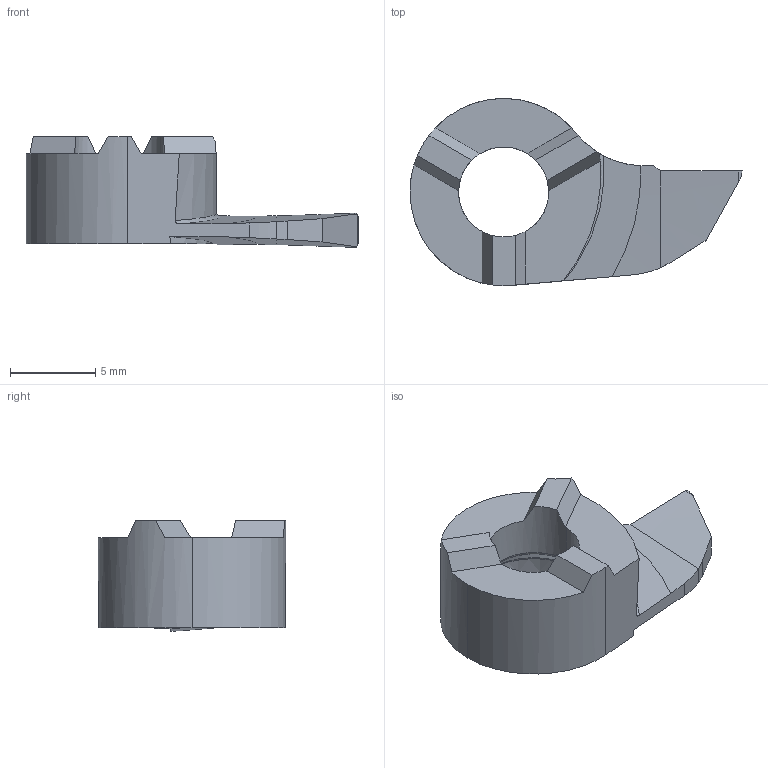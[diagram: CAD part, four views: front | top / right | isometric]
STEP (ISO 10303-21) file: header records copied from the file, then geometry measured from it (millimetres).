
FILE_DESCRIPTION(/* description */ (''),/* implementation_level */ '2;1');
FILE_NAME(/* name */ '1614146934881.stp',/* time_stamp */ '2021-02-24T11:39:07+05:00',/* author */ (''),/* organization */ ('SMS'),/* preprocessor_version */ 'ST-DEVELOPER v16.7',/* originating_system */ 'SIEMENS PLM Software NX 12.0',/* authorisation */ '');
FILE_SCHEMA (('AUTOMOTIVE_DESIGN { 1 0 10303 214 3 1 1 1 }'));
Length unit declared in the file: millimetre
Products named in the file (1): 203397987mod000_00
Bounding box: 19.5 x 11 x 6.5 mm (x, y, z)
Volume: 431.4 mm3; surface area: 579.8 mm2
Topology: 2 solids, 2 shells, 50 faces, 134 edges, 91 vertices
Faces by surface type: plane 25, bspline 10, cylinder 7, torus 4, cone 4
Entity records: 1909 total; most frequent: CARTESIAN_POINT 705, ORIENTED_EDGE 266, DIRECTION 211, EDGE_CURVE 133, VERTEX_POINT 86, AXIS2_PLACEMENT_3D 83, EDGE_LOOP 51, ADVANCED_FACE 50
